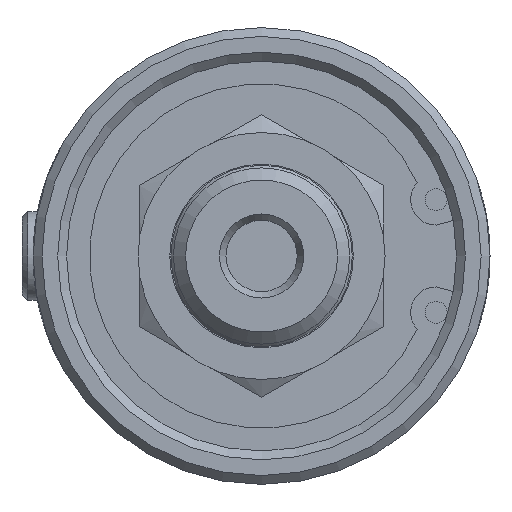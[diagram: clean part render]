
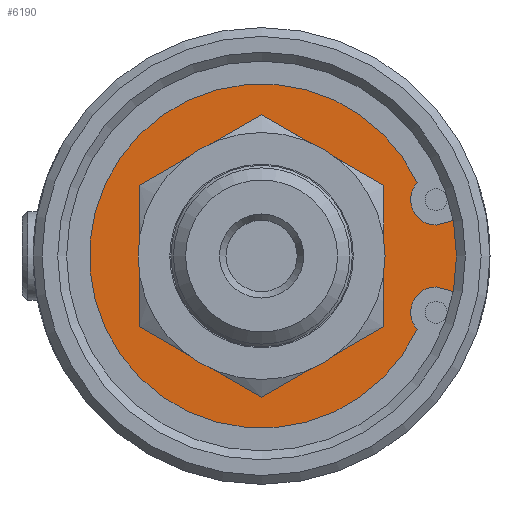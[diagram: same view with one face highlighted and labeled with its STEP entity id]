
A CAD part, left-side view. The second image highlights one B-rep face of the part: STEP entity #6190.
In plain terms, the highlighted planar face has unit normal (-1, 0, 0).
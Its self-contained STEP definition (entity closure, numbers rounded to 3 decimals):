
#122=FACE_BOUND('',#2125,.T.);
#533=LINE('',#52484,#887);
#539=LINE('',#52513,#893);
#887=VECTOR('',#7651,2.849);
#893=VECTOR('',#7677,2.849);
#1257=CIRCLE('',#6580,2.286);
#1264=CIRCLE('',#6591,2.286);
#1265=CIRCLE('',#6593,15.47);
#1266=CIRCLE('',#6595,18.77);
#1269=CIRCLE('',#6600,8.95);
#1270=CIRCLE('',#6601,8.95);
#1405=PLANE('',#6599);
#1734=FACE_OUTER_BOUND('',#2124,.T.);
#2124=EDGE_LOOP('',(#5632,#5633,#5634,#5635,#5636,#5637));
#2125=EDGE_LOOP('',(#5638,#5639));
#3006=VERTEX_POINT('',#52481);
#3007=VERTEX_POINT('',#52483);
#3010=VERTEX_POINT('',#52493);
#3016=VERTEX_POINT('',#52510);
#3017=VERTEX_POINT('',#52512);
#3020=VERTEX_POINT('',#52523);
#3022=VERTEX_POINT('',#52535);
#3023=VERTEX_POINT('',#52536);
#3887=EDGE_CURVE('',#3007,#3006,#533,.T.);
#3892=EDGE_CURVE('',#3006,#3010,#1257,.T.);
#3900=EDGE_CURVE('',#3017,#3016,#539,.T.);
#3906=EDGE_CURVE('',#3020,#3017,#1264,.T.);
#3908=EDGE_CURVE('',#3010,#3020,#1265,.T.);
#3909=EDGE_CURVE('',#3016,#3007,#1266,.T.);
#3912=EDGE_CURVE('',#3022,#3023,#1269,.T.);
#3913=EDGE_CURVE('',#3023,#3022,#1270,.T.);
#5632=ORIENTED_EDGE('',*,*,#3887,.T.);
#5633=ORIENTED_EDGE('',*,*,#3892,.T.);
#5634=ORIENTED_EDGE('',*,*,#3908,.T.);
#5635=ORIENTED_EDGE('',*,*,#3906,.T.);
#5636=ORIENTED_EDGE('',*,*,#3900,.T.);
#5637=ORIENTED_EDGE('',*,*,#3909,.T.);
#5638=ORIENTED_EDGE('',*,*,#3912,.T.);
#5639=ORIENTED_EDGE('',*,*,#3913,.T.);
#6190=ADVANCED_FACE('',(#1734,#122),#1405,.F.);
#6580=AXIS2_PLACEMENT_3D('',#52494,#7662,#7663);
#6591=AXIS2_PLACEMENT_3D('',#52524,#7690,#7691);
#6593=AXIS2_PLACEMENT_3D('',#52527,#7695,#7696);
#6595=AXIS2_PLACEMENT_3D('',#52529,#7699,#7700);
#6599=AXIS2_PLACEMENT_3D('',#52534,#7707,#7708);
#6600=AXIS2_PLACEMENT_3D('',#52537,#7709,#7710);
#6601=AXIS2_PLACEMENT_3D('',#52538,#7711,#7712);
#7651=DIRECTION('',(0.,0.966,-0.259));
#7662=DIRECTION('center_axis',(1.,0.,0.));
#7663=DIRECTION('ref_axis',(0.,0.209,-0.978));
#7677=DIRECTION('',(0.,-0.966,-0.259));
#7690=DIRECTION('center_axis',(1.,0.,0.));
#7691=DIRECTION('ref_axis',(0.,0.209,0.978));
#7695=DIRECTION('center_axis',(-1.,0.,0.));
#7696=DIRECTION('ref_axis',(0.,0.,-1.));
#7699=DIRECTION('center_axis',(-1.,0.,0.));
#7700=DIRECTION('ref_axis',(0.,1.,0.));
#7707=DIRECTION('center_axis',(1.,0.,0.));
#7708=DIRECTION('ref_axis',(0.,0.,-1.));
#7709=DIRECTION('center_axis',(1.,0.,0.));
#7710=DIRECTION('ref_axis',(0.,1.,0.));
#7711=DIRECTION('center_axis',(1.,0.,0.));
#7712=DIRECTION('ref_axis',(0.,1.,0.));
#52481=CARTESIAN_POINT('',(4.015,-15.686,2.781));
#52483=CARTESIAN_POINT('',(4.015,-18.437,3.519));
#52484=CARTESIAN_POINT('',(4.015,-18.437,3.519));
#52493=CARTESIAN_POINT('',(4.015,-13.991,6.601));
#52494=CARTESIAN_POINT('Origin',(4.015,-15.686,5.067));
#52510=CARTESIAN_POINT('',(4.015,-18.437,-3.519));
#52512=CARTESIAN_POINT('',(4.015,-15.686,-2.781));
#52513=CARTESIAN_POINT('',(4.015,-15.686,-2.781));
#52523=CARTESIAN_POINT('',(4.015,-13.991,-6.601));
#52524=CARTESIAN_POINT('Origin',(4.015,-15.686,-5.067));
#52527=CARTESIAN_POINT('Origin',(4.015,0.,0.));
#52529=CARTESIAN_POINT('Origin',(4.015,0.,0.));
#52534=CARTESIAN_POINT('Origin',(4.015,8.763,0.));
#52535=CARTESIAN_POINT('',(4.015,8.95,0.));
#52536=CARTESIAN_POINT('',(4.015,-8.95,0.));
#52537=CARTESIAN_POINT('Origin',(4.015,0.,0.));
#52538=CARTESIAN_POINT('Origin',(4.015,0.,0.));
